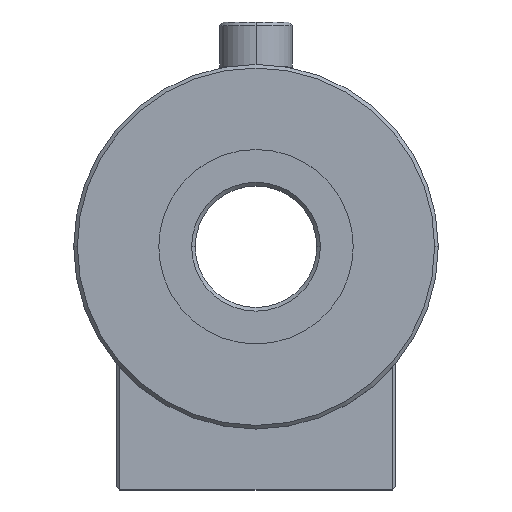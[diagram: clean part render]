
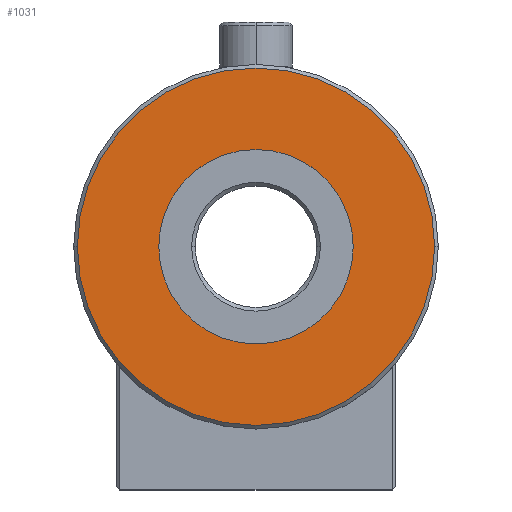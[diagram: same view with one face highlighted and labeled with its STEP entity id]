
A CAD part, top view. The second image highlights one B-rep face of the part: STEP entity #1031.
In plain terms, the highlighted planar face has unit normal (0, 0, 1).
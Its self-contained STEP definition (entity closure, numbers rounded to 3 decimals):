
#29 = DIRECTION ( 'NONE',  ( 0., 0., 1. ) ) ;
#64 = CARTESIAN_POINT ( 'NONE',  ( 0., 0., 5.5 ) ) ;
#131 = DIRECTION ( 'NONE',  ( 0., 0., 1. ) ) ;
#140 = VERTEX_POINT ( 'NONE', #997 ) ;
#148 = CARTESIAN_POINT ( 'NONE',  ( -14.7, 0., 5.5 ) ) ;
#159 = EDGE_CURVE ( 'NONE', #1822, #140, #478, .T. ) ;
#202 = VERTEX_POINT ( 'NONE', #1176 ) ;
#239 = AXIS2_PLACEMENT_3D ( 'NONE', #64, #29, #484 ) ;
#245 = EDGE_LOOP ( 'NONE', ( #1104, #1868 ) ) ;
#310 = FACE_OUTER_BOUND ( 'NONE', #245, .T. ) ;
#410 = CIRCLE ( 'NONE', #868, 8. ) ;
#436 = FACE_BOUND ( 'NONE', #1633, .T. ) ;
#437 = DIRECTION ( 'NONE',  ( -1., 0., 0. ) ) ;
#444 = CARTESIAN_POINT ( 'NONE',  ( 0., 0., 5.5 ) ) ;
#445 = DIRECTION ( 'NONE',  ( 0., 0., 1. ) ) ;
#446 = CARTESIAN_POINT ( 'NONE',  ( 0., 0., 5.5 ) ) ;
#478 = CIRCLE ( 'NONE', #1261, 14.7 ) ;
#484 = DIRECTION ( 'NONE',  ( -1., 0., 0. ) ) ;
#583 = AXIS2_PLACEMENT_3D ( 'NONE', #1421, #1521, #1537 ) ;
#868 = AXIS2_PLACEMENT_3D ( 'NONE', #1710, #1719, #1732 ) ;
#904 = CARTESIAN_POINT ( 'NONE',  ( 8., 0., 5.5 ) ) ;
#988 = CIRCLE ( 'NONE', #1185, 8. ) ;
#997 = CARTESIAN_POINT ( 'NONE',  ( 14.7, 0., 5.5 ) ) ;
#1031 = ADVANCED_FACE ( 'NONE', ( #310, #436 ), #1503, .F. ) ;
#1043 = EDGE_CURVE ( 'NONE', #202, #1792, #410, .T. ) ;
#1073 = EDGE_CURVE ( 'NONE', #140, #1822, #1540, .T. ) ;
#1104 = ORIENTED_EDGE ( 'NONE', *, *, #159, .T. ) ;
#1176 = CARTESIAN_POINT ( 'NONE',  ( -8., 0., 5.5 ) ) ;
#1185 = AXIS2_PLACEMENT_3D ( 'NONE', #444, #131, #1585 ) ;
#1261 = AXIS2_PLACEMENT_3D ( 'NONE', #446, #445, #437 ) ;
#1421 = CARTESIAN_POINT ( 'NONE',  ( 0., 8., 5.5 ) ) ;
#1503 = PLANE ( 'NONE',  #583 ) ;
#1521 = DIRECTION ( 'NONE',  ( 0., 0., -1. ) ) ;
#1537 = DIRECTION ( 'NONE',  ( -1., 0., 0. ) ) ;
#1540 = CIRCLE ( 'NONE', #239, 14.7 ) ;
#1552 = ORIENTED_EDGE ( 'NONE', *, *, #1043, .F. ) ;
#1585 = DIRECTION ( 'NONE',  ( 1., 0., 0. ) ) ;
#1596 = EDGE_CURVE ( 'NONE', #1792, #202, #988, .T. ) ;
#1633 = EDGE_LOOP ( 'NONE', ( #1648, #1552 ) ) ;
#1648 = ORIENTED_EDGE ( 'NONE', *, *, #1596, .F. ) ;
#1710 = CARTESIAN_POINT ( 'NONE',  ( 0., 0., 5.5 ) ) ;
#1719 = DIRECTION ( 'NONE',  ( 0., 0., 1. ) ) ;
#1732 = DIRECTION ( 'NONE',  ( 1., 0., 0. ) ) ;
#1792 = VERTEX_POINT ( 'NONE', #904 ) ;
#1822 = VERTEX_POINT ( 'NONE', #148 ) ;
#1868 = ORIENTED_EDGE ( 'NONE', *, *, #1073, .T. ) ;
